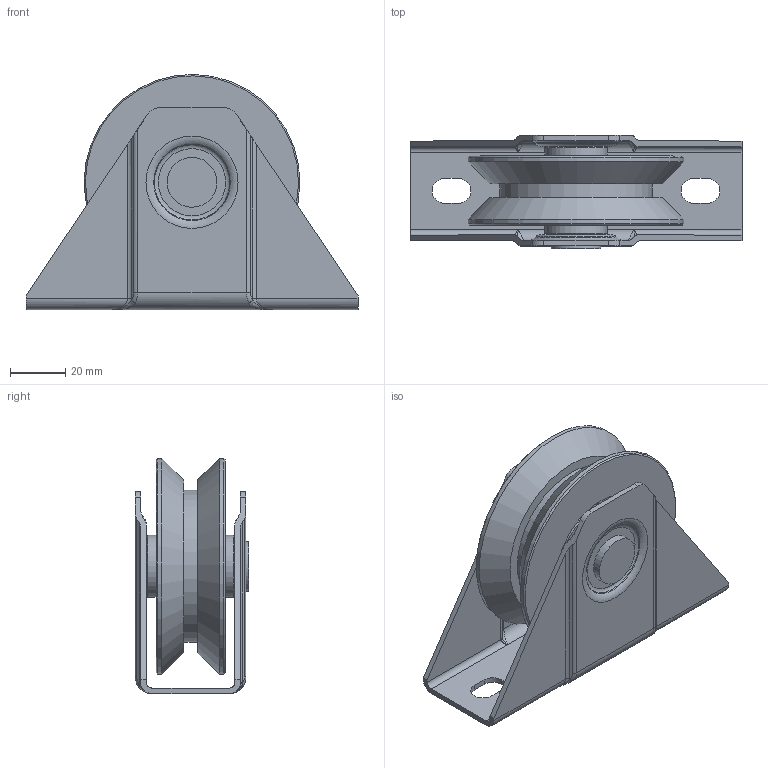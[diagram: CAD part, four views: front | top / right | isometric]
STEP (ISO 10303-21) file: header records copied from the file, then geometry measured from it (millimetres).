
FILE_DESCRIPTION(/* description */ (''),/* implementation_level */ '2;1');
FILE_NAME(/* name */ '21081V20.stp',/* time_stamp */ '2020-03-31T08:59:40+02:00',/* author */ ('Lionel'),/* organization */ (''),/* preprocessor_version */ 'ST-DEVELOPER v17.2',/* originating_system */ 'Autodesk Inventor 2019',/* authorisation */ '');
FILE_SCHEMA (('AUTOMOTIVE_DESIGN { 1 0 10303 214 3 1 1 }'));
Length unit declared in the file: millimetre
Products named in the file (6): 21081V20; 19758; 19744; Roulement 6203 - 17 x 40 x 12; 19741; 19719
Assembly tree (6 placements, depth 2):
  21081V20
    19758
    19744
    Roulement 6203 - 17 x 40 x 12
    19741
    19719  x2
Bounding box: 120 x 41 x 85 mm (x, y, z)
Volume: 109214.8 mm3; surface area: 62322.2 mm2
Topology: 13 solids, 13 shells, 280 faces, 735 edges, 482 vertices
Faces by surface type: plane 95, bspline 76, cylinder 60, torus 25, cone 18, sphere 6
Full cylindrical faces by diameter (mm): 10.5 x1, 13.9 x1, 14.2 x2, 14.5 x2, 17 x3, 18 x1, 22.5 x2, 24.498 x2, 32.502 x2, 36.5 x1, 40 x2, 40.4 x1, 45 x1, 55 x1, 78 x2
Entity records: 9777 total; most frequent: CARTESIAN_POINT 2928, ORIENTED_EDGE 1420, DIRECTION 1282, EDGE_CURVE 710, VERTEX_POINT 496, AXIS2_PLACEMENT_3D 493, EDGE_LOOP 320, LINE 296
